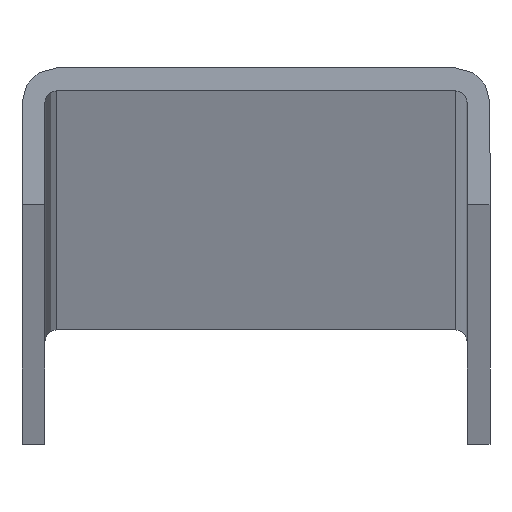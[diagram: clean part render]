
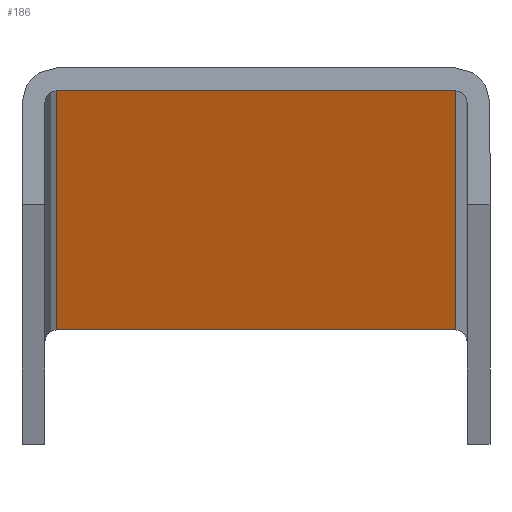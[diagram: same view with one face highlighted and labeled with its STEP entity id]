
A CAD part, top view. The second image highlights one B-rep face of the part: STEP entity #186.
In plain terms, the highlighted planar face has unit normal (0, -1, 0).
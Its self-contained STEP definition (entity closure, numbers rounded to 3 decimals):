
#9 = FACE_OUTER_BOUND ( 'NONE', #243, .T. ) ;
#29 = ORIENTED_EDGE ( 'NONE', *, *, #392, .F. ) ;
#30 = LINE ( 'NONE', #313, #374 ) ;
#42 = PLANE ( 'NONE',  #109 ) ;
#47 = VERTEX_POINT ( 'NONE', #136 ) ;
#51 = EDGE_CURVE ( 'NONE', #47, #140, #65, .T. ) ;
#65 = LINE ( 'NONE', #342, #412 ) ;
#68 = DIRECTION ( 'NONE',  ( 1., 0., 0. ) ) ;
#95 = CARTESIAN_POINT ( 'NONE',  ( 8.75, 0., 6000. ) ) ;
#109 = AXIS2_PLACEMENT_3D ( 'NONE', #151, #443, #121 ) ;
#116 = VECTOR ( 'NONE', #171, 1000. ) ;
#121 = DIRECTION ( 'NONE',  ( 0., 0., 1. ) ) ;
#136 = CARTESIAN_POINT ( 'NONE',  ( -8.75, 0., 6000. ) ) ;
#140 = VERTEX_POINT ( 'NONE', #95 ) ;
#141 = CARTESIAN_POINT ( 'NONE',  ( -8.75, 0., 6000. ) ) ;
#151 = CARTESIAN_POINT ( 'NONE',  ( -8.75, 0., 6000. ) ) ;
#162 = EDGE_CURVE ( 'NONE', #330, #211, #166, .T. ) ;
#166 = LINE ( 'NONE', #309, #288 ) ;
#170 = ORIENTED_EDGE ( 'NONE', *, *, #162, .T. ) ;
#171 = DIRECTION ( 'NONE',  ( 0., 0., -1. ) ) ;
#186 = ADVANCED_FACE ( 'NONE', ( #9 ), #42, .F. ) ;
#211 = VERTEX_POINT ( 'NONE', #341 ) ;
#240 = DIRECTION ( 'NONE',  ( 0., 0., -1. ) ) ;
#243 = EDGE_LOOP ( 'NONE', ( #170, #29, #407, #324 ) ) ;
#270 = DIRECTION ( 'NONE',  ( 1., 0., 0. ) ) ;
#276 = CARTESIAN_POINT ( 'NONE',  ( -8.75, 0., 0. ) ) ;
#288 = VECTOR ( 'NONE', #68, 1000. ) ;
#309 = CARTESIAN_POINT ( 'NONE',  ( -8.75, 0., 0. ) ) ;
#313 = CARTESIAN_POINT ( 'NONE',  ( 8.75, 0., 6000. ) ) ;
#324 = ORIENTED_EDGE ( 'NONE', *, *, #376, .T. ) ;
#330 = VERTEX_POINT ( 'NONE', #276 ) ;
#341 = CARTESIAN_POINT ( 'NONE',  ( 8.75, 0., 0. ) ) ;
#342 = CARTESIAN_POINT ( 'NONE',  ( -8.75, 0., 6000. ) ) ;
#374 = VECTOR ( 'NONE', #240, 1000. ) ;
#376 = EDGE_CURVE ( 'NONE', #47, #330, #388, .T. ) ;
#388 = LINE ( 'NONE', #141, #116 ) ;
#392 = EDGE_CURVE ( 'NONE', #140, #211, #30, .T. ) ;
#407 = ORIENTED_EDGE ( 'NONE', *, *, #51, .F. ) ;
#412 = VECTOR ( 'NONE', #270, 1000. ) ;
#443 = DIRECTION ( 'NONE',  ( 0., 1., 0. ) ) ;
